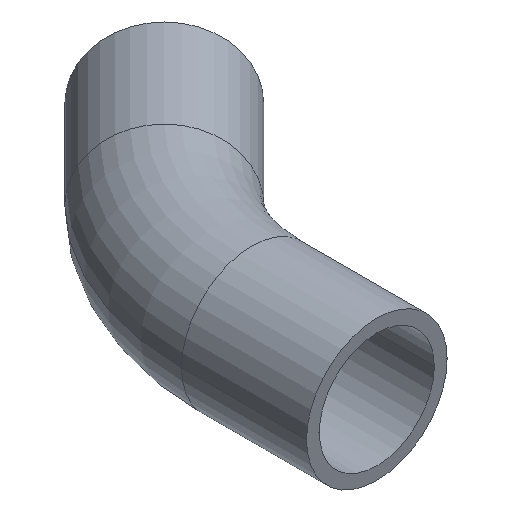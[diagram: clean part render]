
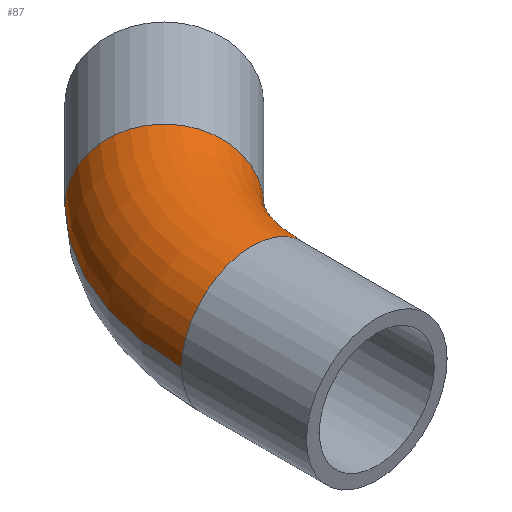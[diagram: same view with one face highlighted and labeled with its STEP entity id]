
A CAD part, isometric view. The second image highlights one B-rep face of the part: STEP entity #87.
In plain terms, the highlighted toroidal (fillet/blend) face has major radius 338 mm and minor radius 112.5 mm.
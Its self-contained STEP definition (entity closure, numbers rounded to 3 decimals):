
#87 = ADVANCED_FACE( '', ( #222 ), #223, .T. );
#91 = VERTEX_POINT( '', #227 );
#103 = VERTEX_POINT( '', #239 );
#111 = EDGE_CURVE( '', #103, #163, #249, .T. );
#115 = VERTEX_POINT( '', #253 );
#145 = EDGE_CURVE( '', #103, #115, #289, .T. );
#161 = EDGE_CURVE( '', #91, #115, #307, .T. );
#163 = VERTEX_POINT( '', #309 );
#185 = EDGE_CURVE( '', #91, #163, #332, .T. );
#222 = FACE_OUTER_BOUND( '', #363, .T. );
#223 = TOROIDAL_SURFACE( '', #364, 338., 112.5 );
#227 = CARTESIAN_POINT( '', ( 112.5, 200., 0. ) );
#239 = CARTESIAN_POINT( '', ( 19.448, 518.552, 0. ) );
#249 = CIRCLE( '', #394, 450.5 );
#253 = CARTESIAN_POINT( '', ( 178.547, 359.453, 0. ) );
#289 = CIRCLE( '', #446, 112.5 );
#307 = CIRCLE( '', #468, 225.5 );
#309 = CARTESIAN_POINT( '', ( -112.5, 200., 0. ) );
#332 = CIRCLE( '', #503, 112.5 );
#363 = EDGE_LOOP( '', ( #538, #539, #540, #541 ) );
#364 = AXIS2_PLACEMENT_3D( '', #542, #543, #544 );
#394 = AXIS2_PLACEMENT_3D( '', #569, #570, #571 );
#446 = AXIS2_PLACEMENT_3D( '', #627, #628, #629 );
#468 = AXIS2_PLACEMENT_3D( '', #655, #656, #657 );
#503 = AXIS2_PLACEMENT_3D( '', #678, #679, #680 );
#538 = ORIENTED_EDGE( '', *, *, #111, .T. );
#539 = ORIENTED_EDGE( '', *, *, #185, .F. );
#540 = ORIENTED_EDGE( '', *, *, #161, .T. );
#541 = ORIENTED_EDGE( '', *, *, #145, .F. );
#542 = CARTESIAN_POINT( '', ( 338., 200., 0. ) );
#543 = DIRECTION( '', ( 0., 0., 1. ) );
#544 = DIRECTION( '', ( 1., 0., 0. ) );
#569 = CARTESIAN_POINT( '', ( 338., 200., 0. ) );
#570 = DIRECTION( '', ( 0., 0., 1. ) );
#571 = DIRECTION( '', ( 1., 0., 0. ) );
#627 = CARTESIAN_POINT( '', ( 98.998, 439.002, 0. ) );
#628 = DIRECTION( '', ( 0.707, 0.707, 0. ) );
#629 = DIRECTION( '', ( 0.707, -0.707, 0. ) );
#655 = CARTESIAN_POINT( '', ( 338., 200., 0. ) );
#656 = DIRECTION( '', ( 0., 0., -1. ) );
#657 = DIRECTION( '', ( 1., 0., 0. ) );
#678 = CARTESIAN_POINT( '', ( 0., 200., 0. ) );
#679 = DIRECTION( '', ( 0., -1., 0. ) );
#680 = DIRECTION( '', ( -1., 0., 0. ) );
